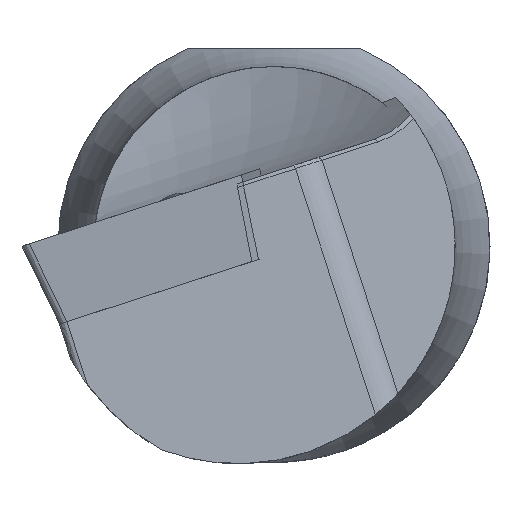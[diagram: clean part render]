
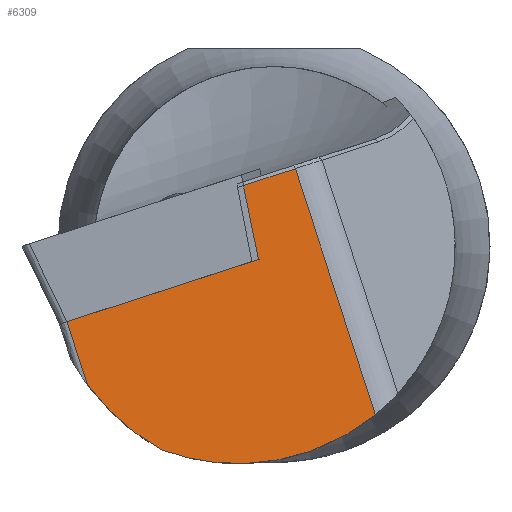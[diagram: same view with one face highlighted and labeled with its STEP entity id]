
A CAD part, left-side view. The second image highlights one B-rep face of the part: STEP entity #6309.
In plain terms, the highlighted planar face has unit normal (-0.996, -0.083, 0.027).
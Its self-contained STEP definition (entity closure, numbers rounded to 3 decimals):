
#6216=CARTESIAN_POINT('',(0.342,1.378,5.442));
#6217=DIRECTION('',(0.996,0.083,-0.027));
#6218=DIRECTION('',(-0.083,0.997,0.0));
#6219=AXIS2_PLACEMENT_3D('',#6216,#6217,#6218);
#6220=PLANE('',#6219);
#6221=CARTESIAN_POINT('',(0.985,-7.416,2.162));
#6222=VERTEX_POINT('',#6221);
#6223=CARTESIAN_POINT('',(0.985,-9.635,-4.67));
#6224=VERTEX_POINT('',#6223);
#6225=CARTESIAN_POINT('',(0.985,-5.612,7.714));
#6226=DIRECTION('',(0.0,-0.309,-0.951));
#6227=VECTOR('',#6226,1.0);
#6228=LINE('',#6225,#6227);
#6229=EDGE_CURVE('',#6222,#6224,#6228,.T.);
#6230=ORIENTED_EDGE('',*,*,#6229,.F.);
#6231=CARTESIAN_POINT('',(0.985,-7.416,2.162));
#6232=VERTEX_POINT('',#6231);
#6233=CARTESIAN_POINT('',(0.837,-5.808,1.639));
#6234=VERTEX_POINT('',#6233);
#6235=CARTESIAN_POINT('',(0.342,-0.426,-0.109));
#6236=DIRECTION('',(-0.087,0.947,-0.308));
#6237=VECTOR('',#6236,1.0);
#6238=LINE('',#6235,#6237);
#6239=EDGE_CURVE('',#6232,#6234,#6238,.T.);
#6240=ORIENTED_EDGE('',*,*,#6239,.T.);
#6241=CARTESIAN_POINT('',(0.837,-5.808,1.639));
#6242=VERTEX_POINT('',#6241);
#6243=CARTESIAN_POINT('',(0.815,-6.205,-0.419));
#6244=VERTEX_POINT('',#6243);
#6245=CARTESIAN_POINT('',(0.84,-5.764,1.863));
#6246=DIRECTION('',(0.011,0.189,0.982));
#6247=VECTOR('',#6246,1.);
#6248=LINE('',#6245,#6247);
#6249=EDGE_CURVE('',#6242,#6244,#6248,.F.);
#6250=ORIENTED_EDGE('',*,*,#6249,.T.);
#6251=CARTESIAN_POINT('',(0.342,-1.068,-2.088));
#6252=VERTEX_POINT('',#6251);
#6253=CARTESIAN_POINT('',(0.815,-6.205,-0.419));
#6254=VERTEX_POINT('',#6253);
#6255=CARTESIAN_POINT('',(0.795,-5.993,-0.487));
#6256=DIRECTION('',(0.087,-0.947,0.308));
#6257=VECTOR('',#6256,1.0);
#6258=LINE('',#6255,#6257);
#6259=EDGE_CURVE('',#6252,#6254,#6258,.T.);
#6260=ORIENTED_EDGE('',*,*,#6259,.F.);
#6261=CARTESIAN_POINT('',(0.342,-1.638,-3.84));
#6262=VERTEX_POINT('',#6261);
#6263=CARTESIAN_POINT('',(0.342,-1.068,-2.088));
#6264=VERTEX_POINT('',#6263);
#6265=CARTESIAN_POINT('',(0.342,-3.352,-9.117));
#6266=DIRECTION('',(0.0,0.309,0.951));
#6267=VECTOR('',#6266,1.);
#6268=LINE('',#6265,#6267);
#6269=EDGE_CURVE('',#6262,#6264,#6268,.T.);
#6270=ORIENTED_EDGE('',*,*,#6269,.F.);
#6271=CARTESIAN_POINT('',(0.342,-1.638,-3.84));
#6272=VERTEX_POINT('',#6271);
#6273=CARTESIAN_POINT('',(0.465,-3.699,-5.645));
#6274=VERTEX_POINT('',#6273);
#6275=CARTESIAN_POINT('',(0.465,-3.699,-5.645));
#6276=CARTESIAN_POINT('',(0.409,-2.888,-5.196));
#6277=CARTESIAN_POINT('',(0.368,-2.19,-4.585));
#6278=CARTESIAN_POINT('',(0.342,-1.638,-3.84));
#6286=(BOUNDED_CURVE()B_SPLINE_CURVE(3,(#6275,#6276,#6277,#6278),.UNSPECIFIED.,.F.,.U.)CURVE()GEOMETRIC_REPRESENTATION_ITEM()QUASI_UNIFORM_CURVE()RATIONAL_B_SPLINE_CURVE((1.0,0.985,0.985,1.0))REPRESENTATION_ITEM(''));
#6287=EDGE_CURVE('',#6272,#6274,#6286,.F.);
#6288=ORIENTED_EDGE('',*,*,#6287,.T.);
#6289=CARTESIAN_POINT('',(0.465,-3.699,-5.645));
#6290=VERTEX_POINT('',#6289);
#6291=CARTESIAN_POINT('',(0.985,-9.635,-4.67));
#6292=VERTEX_POINT('',#6291);
#6293=CARTESIAN_POINT('',(0.985,-9.635,-4.67));
#6294=CARTESIAN_POINT('',(0.806,-7.931,-6.062));
#6295=CARTESIAN_POINT('',(0.615,-5.759,-6.419));
#6296=CARTESIAN_POINT('',(0.465,-3.699,-5.645));
#6304=(BOUNDED_CURVE()B_SPLINE_CURVE(3,(#6293,#6294,#6295,#6296),.UNSPECIFIED.,.F.,.U.)CURVE()GEOMETRIC_REPRESENTATION_ITEM()QUASI_UNIFORM_CURVE()RATIONAL_B_SPLINE_CURVE((1.0,0.911,0.911,1.0))REPRESENTATION_ITEM(''));
#6305=EDGE_CURVE('',#6290,#6292,#6304,.F.);
#6306=ORIENTED_EDGE('',*,*,#6305,.T.);
#6307=EDGE_LOOP('',(#6230,#6240,#6250,#6260,#6270,#6288,#6306));
#6308=FACE_OUTER_BOUND('',#6307,.T.);
#6309=ADVANCED_FACE('',(#6308),#6220,.F.);
